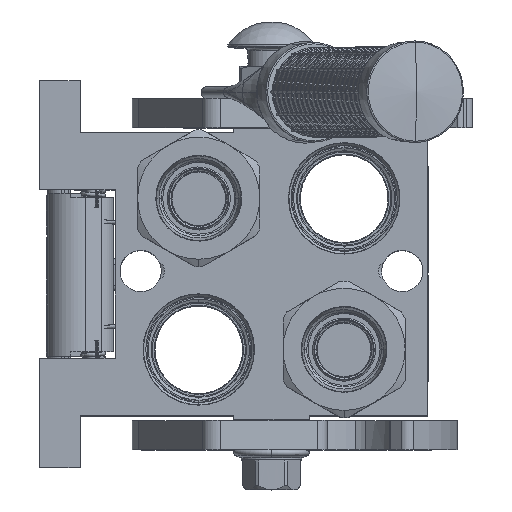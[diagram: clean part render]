
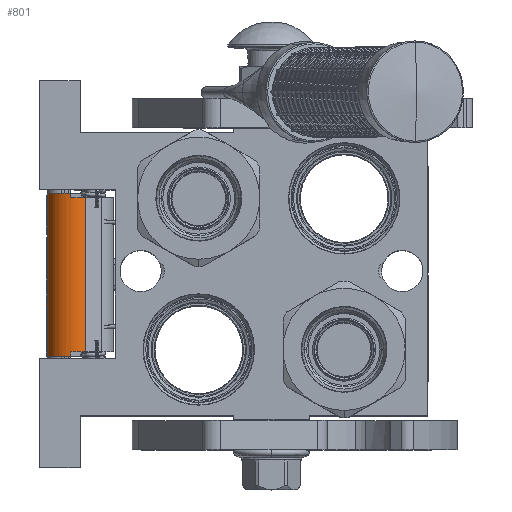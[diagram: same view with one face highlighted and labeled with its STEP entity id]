
A CAD part, top view. The second image highlights one B-rep face of the part: STEP entity #801.
In plain terms, the highlighted cylindrical face has radius 9.5 mm (diameter 19 mm), a partial arc.
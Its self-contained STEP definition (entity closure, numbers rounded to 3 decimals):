
#801 = ADVANCED_FACE ( 'NONE', ( #155713 ), #17721, .T. ) ;
#2469 = EDGE_CURVE ( 'NONE', #35567, #19592, #107126, .T. ) ;
#4903 = AXIS2_PLACEMENT_3D ( 'NONE', #184431, #54544, #143311 ) ;
#5712 = DIRECTION ( 'NONE',  ( 1., 0., 0. ) ) ;
#8445 = CARTESIAN_POINT ( 'NONE',  ( -26.5, -0.2, -67.881 ) ) ;
#10372 = VERTEX_POINT ( 'NONE', #160055 ) ;
#10789 = AXIS2_PLACEMENT_3D ( 'NONE', #187748, #186462, #68786 ) ;
#14550 = CARTESIAN_POINT ( 'NONE',  ( -28., 7.8, -58.5 ) ) ;
#16150 = DIRECTION ( 'NONE',  ( 1., 0., 0. ) ) ;
#17721 = CYLINDRICAL_SURFACE ( 'NONE', #182811, 9.5 ) ;
#19592 = VERTEX_POINT ( 'NONE', #146332 ) ;
#20882 = CARTESIAN_POINT ( 'NONE',  ( -26.5, -5.47, -67.22 ) ) ;
#25100 = ORIENTED_EDGE ( 'NONE', *, *, #142040, .T. ) ;
#29108 = LINE ( 'NONE', #50116, #185468 ) ;
#31205 = LINE ( 'NONE', #20882, #100139 ) ;
#32054 = ORIENTED_EDGE ( 'NONE', *, *, #39798, .F. ) ;
#32156 = CARTESIAN_POINT ( 'NONE',  ( -26.5, -1.7, -58.5 ) ) ;
#33825 = ORIENTED_EDGE ( 'NONE', *, *, #181333, .F. ) ;
#34748 = CARTESIAN_POINT ( 'NONE',  ( 26.5, -5.47, -67.22 ) ) ;
#34959 = DIRECTION ( 'NONE',  ( 1., 0., 0. ) ) ;
#35567 = VERTEX_POINT ( 'NONE', #108018 ) ;
#37260 = DIRECTION ( 'NONE',  ( 1., 0., 0. ) ) ;
#39798 = EDGE_CURVE ( 'NONE', #19592, #10372, #86038, .T. ) ;
#50116 = CARTESIAN_POINT ( 'NONE',  ( -28., -0.2, -67.881 ) ) ;
#52869 = VERTEX_POINT ( 'NONE', #58948 ) ;
#54481 = DIRECTION ( 'NONE',  ( 0., -1., 0. ) ) ;
#54518 = CARTESIAN_POINT ( 'NONE',  ( -28., -0.2, -67.881 ) ) ;
#54544 = DIRECTION ( 'NONE',  ( 1., 0., 0. ) ) ;
#57419 = CARTESIAN_POINT ( 'NONE',  ( -28., 7.8, -58.5 ) ) ;
#58948 = CARTESIAN_POINT ( 'NONE',  ( -26.5, -5.47, -67.22 ) ) ;
#60096 = ORIENTED_EDGE ( 'NONE', *, *, #88119, .F. ) ;
#61943 = CIRCLE ( 'NONE', #167460, 9.5 ) ;
#68090 = CIRCLE ( 'NONE', #4903, 9.5 ) ;
#68786 = DIRECTION ( 'NONE',  ( 0., 0.158, -0.987 ) ) ;
#72156 = DIRECTION ( 'NONE',  ( 1., 0., 0. ) ) ;
#75190 = DIRECTION ( 'NONE',  ( 0., -0.397, -0.918 ) ) ;
#81441 = VERTEX_POINT ( 'NONE', #14550 ) ;
#84536 = ORIENTED_EDGE ( 'NONE', *, *, #87950, .F. ) ;
#86038 = CIRCLE ( 'NONE', #152495, 9.5 ) ;
#86644 = ORIENTED_EDGE ( 'NONE', *, *, #137120, .T. ) ;
#86721 = ORIENTED_EDGE ( 'NONE', *, *, #2469, .F. ) ;
#87950 = EDGE_CURVE ( 'NONE', #134404, #149774, #29108, .T. ) ;
#88119 = EDGE_CURVE ( 'NONE', #99946, #35567, #68090, .T. ) ;
#95476 = CARTESIAN_POINT ( 'NONE',  ( 26.5, -0.2, -67.881 ) ) ;
#99946 = VERTEX_POINT ( 'NONE', #34748 ) ;
#100139 = VECTOR ( 'NONE', #34959, 1000. ) ;
#100317 = VECTOR ( 'NONE', #5712, 1000. ) ;
#107126 = LINE ( 'NONE', #95476, #100317 ) ;
#108018 = CARTESIAN_POINT ( 'NONE',  ( 26.5, -0.2, -67.881 ) ) ;
#112926 = DIRECTION ( 'NONE',  ( -1., 0., 0. ) ) ;
#134404 = VERTEX_POINT ( 'NONE', #54518 ) ;
#137120 = EDGE_CURVE ( 'NONE', #81441, #10372, #167846, .T. ) ;
#139576 = DIRECTION ( 'NONE',  ( 1., 0., 0. ) ) ;
#140108 = CIRCLE ( 'NONE', #10789, 9.5 ) ;
#140200 = CARTESIAN_POINT ( 'NONE',  ( 28., -1.7, -58.5 ) ) ;
#142040 = EDGE_CURVE ( 'NONE', #52869, #149774, #61943, .T. ) ;
#143311 = DIRECTION ( 'NONE',  ( 0., -0.397, -0.918 ) ) ;
#146332 = CARTESIAN_POINT ( 'NONE',  ( 28., -0.2, -67.881 ) ) ;
#149774 = VERTEX_POINT ( 'NONE', #8445 ) ;
#150348 = EDGE_LOOP ( 'NONE', ( #33825, #25100, #84536, #169714, #86644, #32054, #86721, #60096 ) ) ;
#152495 = AXIS2_PLACEMENT_3D ( 'NONE', #140200, #139576, #156288 ) ;
#155713 = FACE_OUTER_BOUND ( 'NONE', #150348, .T. ) ;
#156288 = DIRECTION ( 'NONE',  ( 0., 0.158, -0.987 ) ) ;
#160055 = CARTESIAN_POINT ( 'NONE',  ( 28., 7.8, -58.5 ) ) ;
#167460 = AXIS2_PLACEMENT_3D ( 'NONE', #32156, #16150, #75190 ) ;
#167846 = LINE ( 'NONE', #57419, #174695 ) ;
#169714 = ORIENTED_EDGE ( 'NONE', *, *, #189881, .T. ) ;
#174695 = VECTOR ( 'NONE', #72156, 1000. ) ;
#181333 = EDGE_CURVE ( 'NONE', #52869, #99946, #31205, .T. ) ;
#182811 = AXIS2_PLACEMENT_3D ( 'NONE', #187549, #112926, #54481 ) ;
#184431 = CARTESIAN_POINT ( 'NONE',  ( 26.5, -1.7, -58.5 ) ) ;
#185468 = VECTOR ( 'NONE', #37260, 1000. ) ;
#186462 = DIRECTION ( 'NONE',  ( 1., 0., 0. ) ) ;
#187549 = CARTESIAN_POINT ( 'NONE',  ( -28., -1.7, -58.5 ) ) ;
#187748 = CARTESIAN_POINT ( 'NONE',  ( -28., -1.7, -58.5 ) ) ;
#189881 = EDGE_CURVE ( 'NONE', #134404, #81441, #140108, .T. ) ;
